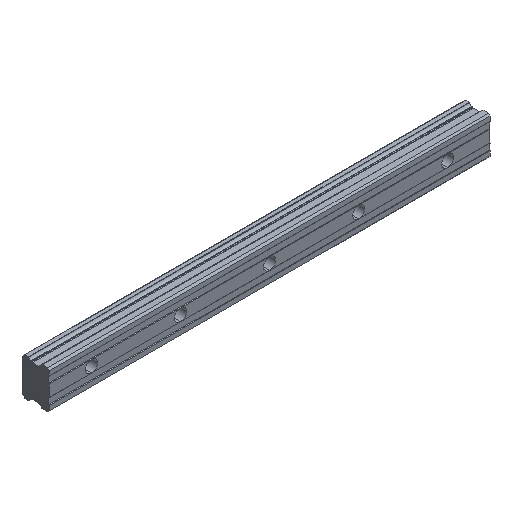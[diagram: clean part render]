
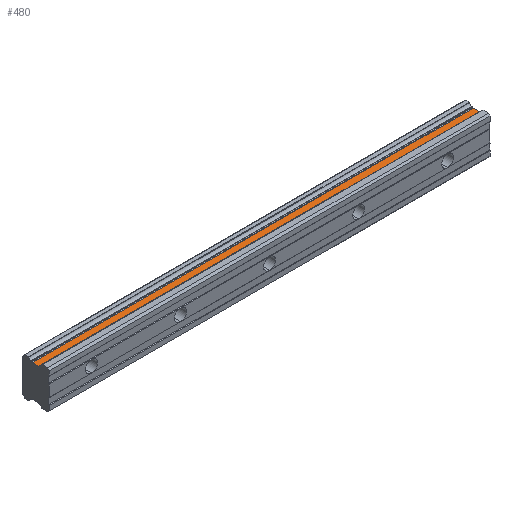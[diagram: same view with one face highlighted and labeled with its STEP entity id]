
A CAD part, isometric view. The second image highlights one B-rep face of the part: STEP entity #480.
In plain terms, the highlighted planar face has unit normal (0, 0, 1).
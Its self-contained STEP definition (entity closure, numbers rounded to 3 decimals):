
#323 = CARTESIAN_POINT ( 'NONE',  ( 470., 12.664, 18.75 ) ) ;
#425 = EDGE_CURVE ( 'NONE', #1291, #1995, #1162, .T. ) ;
#436 = DIRECTION ( 'NONE',  ( -1., 0., 0. ) ) ;
#480 = ADVANCED_FACE ( 'NONE', ( #1370 ), #2321, .F. ) ;
#492 = CARTESIAN_POINT ( 'NONE',  ( 470., 12.664, 18.75 ) ) ;
#531 = DIRECTION ( 'NONE',  ( 0., -1., 0. ) ) ;
#567 = EDGE_CURVE ( 'NONE', #1291, #2329, #667, .T. ) ;
#623 = CARTESIAN_POINT ( 'NONE',  ( -50., 24.422, 18.75 ) ) ;
#667 = LINE ( 'NONE', #623, #2314 ) ;
#724 = EDGE_CURVE ( 'NONE', #1995, #917, #1446, .T. ) ;
#808 = CARTESIAN_POINT ( 'NONE',  ( -50., 19.939, 18.75 ) ) ;
#917 = VERTEX_POINT ( 'NONE', #492 ) ;
#964 = VECTOR ( 'NONE', #436, 1000. ) ;
#1026 = AXIS2_PLACEMENT_3D ( 'NONE', #1785, #1188, #2311 ) ;
#1149 = CARTESIAN_POINT ( 'NONE',  ( 470., 19.939, 18.75 ) ) ;
#1162 = LINE ( 'NONE', #1149, #2384 ) ;
#1164 = CARTESIAN_POINT ( 'NONE',  ( 470., 19.939, 18.75 ) ) ;
#1188 = DIRECTION ( 'NONE',  ( 0., 0., -1. ) ) ;
#1291 = VERTEX_POINT ( 'NONE', #808 ) ;
#1370 = FACE_OUTER_BOUND ( 'NONE', #1420, .T. ) ;
#1420 = EDGE_LOOP ( 'NONE', ( #1691, #2034, #2116, #1941 ) ) ;
#1446 = LINE ( 'NONE', #2189, #1878 ) ;
#1691 = ORIENTED_EDGE ( 'NONE', *, *, #2134, .F. ) ;
#1759 = DIRECTION ( 'NONE',  ( 0., -1., 0. ) ) ;
#1785 = CARTESIAN_POINT ( 'NONE',  ( 470., 19.939, 18.75 ) ) ;
#1878 = VECTOR ( 'NONE', #531, 1000. ) ;
#1907 = DIRECTION ( 'NONE',  ( 1., 0., 0. ) ) ;
#1941 = ORIENTED_EDGE ( 'NONE', *, *, #567, .T. ) ;
#1995 = VERTEX_POINT ( 'NONE', #1164 ) ;
#2034 = ORIENTED_EDGE ( 'NONE', *, *, #724, .F. ) ;
#2116 = ORIENTED_EDGE ( 'NONE', *, *, #425, .F. ) ;
#2134 = EDGE_CURVE ( 'NONE', #917, #2329, #2346, .T. ) ;
#2189 = CARTESIAN_POINT ( 'NONE',  ( 470., 24.422, 18.75 ) ) ;
#2229 = CARTESIAN_POINT ( 'NONE',  ( -50., 12.664, 18.75 ) ) ;
#2311 = DIRECTION ( 'NONE',  ( 0., 1., 0. ) ) ;
#2314 = VECTOR ( 'NONE', #1759, 1000. ) ;
#2321 = PLANE ( 'NONE',  #1026 ) ;
#2329 = VERTEX_POINT ( 'NONE', #2229 ) ;
#2346 = LINE ( 'NONE', #323, #964 ) ;
#2384 = VECTOR ( 'NONE', #1907, 1000. ) ;
